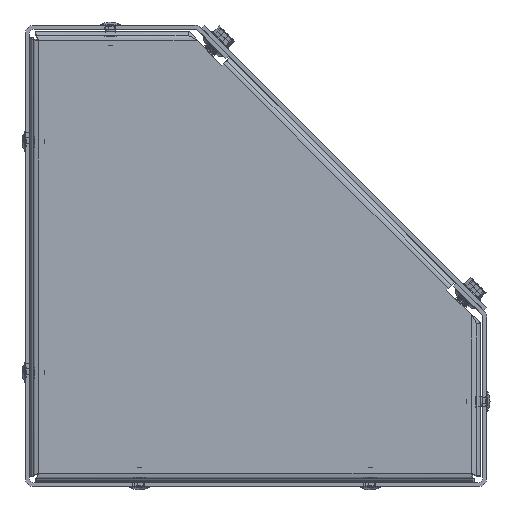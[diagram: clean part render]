
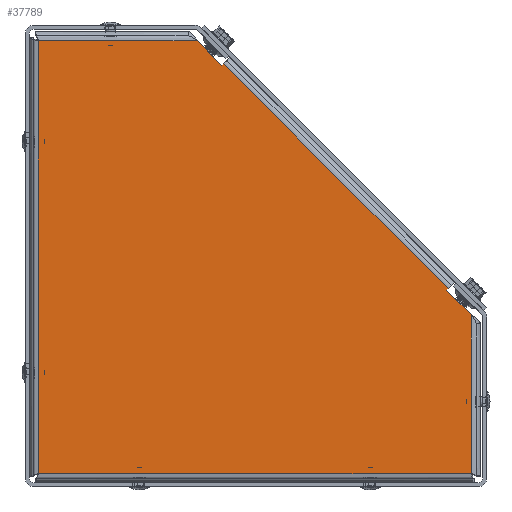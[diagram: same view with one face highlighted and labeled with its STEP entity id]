
A CAD part, left-side view. The second image highlights one B-rep face of the part: STEP entity #37789.
In plain terms, the highlighted planar face has unit normal (-1, 0, 0).
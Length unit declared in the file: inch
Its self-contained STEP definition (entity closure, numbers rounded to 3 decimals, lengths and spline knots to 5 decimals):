
#3 = VECTOR ( 'NONE', #28672, 39.37008 ) ;
#114 = VERTEX_POINT ( 'NONE', #12491 ) ;
#563 = LINE ( 'NONE', #14321, #40712 ) ;
#982 = EDGE_CURVE ( 'NONE', #31704, #32111, #15620, .T. ) ;
#1406 = ORIENTED_EDGE ( 'NONE', *, *, #28506, .T. ) ;
#2368 = VECTOR ( 'NONE', #14555, 39.37008 ) ;
#3044 = VERTEX_POINT ( 'NONE', #42032 ) ;
#3354 = AXIS2_PLACEMENT_3D ( 'NONE', #37679, #13773, #16524 ) ;
#4227 = EDGE_CURVE ( 'NONE', #114, #5700, #19126, .T. ) ;
#5700 = VERTEX_POINT ( 'NONE', #33048 ) ;
#6290 = DIRECTION ( 'NONE',  ( 0., 0., 1. ) ) ;
#8026 = VECTOR ( 'NONE', #12817, 39.37008 ) ;
#8067 = ORIENTED_EDGE ( 'NONE', *, *, #43856, .F. ) ;
#8223 = LINE ( 'NONE', #21068, #20204 ) ;
#8875 = DIRECTION ( 'NONE',  ( 0., 0., -1. ) ) ;
#9845 = VECTOR ( 'NONE', #8875, 39.37008 ) ;
#10835 = CARTESIAN_POINT ( 'NONE',  ( -36.38335, -2.53519, -2.8275 ) ) ;
#11171 = LINE ( 'NONE', #38660, #2368 ) ;
#11264 = CARTESIAN_POINT ( 'NONE',  ( -36.38335, -2.31997, -0.34018 ) ) ;
#12491 = CARTESIAN_POINT ( 'NONE',  ( -36.38335, -2.21517, -0.44498 ) ) ;
#12817 = DIRECTION ( 'NONE',  ( 0., -0.707, -0.707 ) ) ;
#13115 = EDGE_CURVE ( 'NONE', #39148, #40366, #563, .T. ) ;
#13235 = CARTESIAN_POINT ( 'NONE',  ( -36.38335, 3.08856, 2.79625 ) ) ;
#13306 = CARTESIAN_POINT ( 'NONE',  ( -36.38335, -2.23689, -0.42326 ) ) ;
#13773 = DIRECTION ( 'NONE',  ( -1., 0., 0. ) ) ;
#14321 = CARTESIAN_POINT ( 'NONE',  ( -36.38335, -2.23689, -0.42326 ) ) ;
#14454 = CARTESIAN_POINT ( 'NONE',  ( -36.38335, 3.08856, -2.8275 ) ) ;
#14555 = DIRECTION ( 'NONE',  ( 0., -0.707, 0.707 ) ) ;
#14723 = ORIENTED_EDGE ( 'NONE', *, *, #32663, .T. ) ;
#15620 = LINE ( 'NONE', #29369, #9845 ) ;
#16524 = DIRECTION ( 'NONE',  ( 0., 1., 0. ) ) ;
#17170 = PLANE ( 'NONE',  #3354 ) ;
#17641 = CARTESIAN_POINT ( 'NONE',  ( -36.38335, 0.68328, -2.8275 ) ) ;
#18198 = EDGE_CURVE ( 'NONE', #39148, #114, #24150, .T. ) ;
#18740 = CARTESIAN_POINT ( 'NONE',  ( -36.38335, 0.68328, 2.79625 ) ) ;
#19126 = LINE ( 'NONE', #33761, #8026 ) ;
#19977 = ORIENTED_EDGE ( 'NONE', *, *, #982, .T. ) ;
#20204 = VECTOR ( 'NONE', #38853, 39.37008 ) ;
#21028 = LINE ( 'NONE', #17641, #29807 ) ;
#21068 = CARTESIAN_POINT ( 'NONE',  ( -36.38335, 1.14356, 2.91375 ) ) ;
#24031 = EDGE_CURVE ( 'NONE', #44345, #31704, #39022, .T. ) ;
#24150 = LINE ( 'NONE', #11264, #33627 ) ;
#24696 = ORIENTED_EDGE ( 'NONE', *, *, #34351, .F. ) ;
#25272 = ORIENTED_EDGE ( 'NONE', *, *, #18198, .F. ) ;
#26674 = FACE_OUTER_BOUND ( 'NONE', #40672, .T. ) ;
#26760 = ORIENTED_EDGE ( 'NONE', *, *, #24031, .T. ) ;
#26880 = ORIENTED_EDGE ( 'NONE', *, *, #13115, .T. ) ;
#28506 = EDGE_CURVE ( 'NONE', #32111, #28977, #21028, .T. ) ;
#28672 = DIRECTION ( 'NONE',  ( 0., 1., 0. ) ) ;
#28977 = VERTEX_POINT ( 'NONE', #10835 ) ;
#29369 = CARTESIAN_POINT ( 'NONE',  ( -36.38335, 3.08856, -0.42222 ) ) ;
#29807 = VECTOR ( 'NONE', #34763, 39.37008 ) ;
#30166 = CARTESIAN_POINT ( 'NONE',  ( -36.38335, -2.53519, -0.42222 ) ) ;
#30599 = LINE ( 'NONE', #30166, #44625 ) ;
#31683 = CARTESIAN_POINT ( 'NONE',  ( -36.38335, 0.68432, 2.49794 ) ) ;
#31704 = VERTEX_POINT ( 'NONE', #13235 ) ;
#32111 = VERTEX_POINT ( 'NONE', #14454 ) ;
#32663 = EDGE_CURVE ( 'NONE', #28977, #5700, #30599, .T. ) ;
#33048 = CARTESIAN_POINT ( 'NONE',  ( -36.38335, -2.53519, -0.765 ) ) ;
#33627 = VECTOR ( 'NONE', #38526, 39.37008 ) ;
#33761 = CARTESIAN_POINT ( 'NONE',  ( -36.38335, -2.21517, -0.44498 ) ) ;
#34351 = EDGE_CURVE ( 'NONE', #44345, #3044, #8223, .T. ) ;
#34763 = DIRECTION ( 'NONE',  ( 0., -1., 0. ) ) ;
#36804 = CARTESIAN_POINT ( 'NONE',  ( -36.38335, 1.02606, 2.79625 ) ) ;
#37679 = CARTESIAN_POINT ( 'NONE',  ( -36.38335, 0.68328, -0.42222 ) ) ;
#37789 = ADVANCED_FACE ( 'NONE', ( #26674 ), #17170, .T. ) ;
#38526 = DIRECTION ( 'NONE',  ( 0., 0.707, -0.707 ) ) ;
#38648 = DIRECTION ( 'NONE',  ( 0., 0.707, 0.707 ) ) ;
#38660 = CARTESIAN_POINT ( 'NONE',  ( -36.38335, 0.70603, 2.47623 ) ) ;
#38853 = DIRECTION ( 'NONE',  ( 0., -0.707, -0.707 ) ) ;
#39022 = LINE ( 'NONE', #18740, #3 ) ;
#39148 = VERTEX_POINT ( 'NONE', #13306 ) ;
#40366 = VERTEX_POINT ( 'NONE', #31683 ) ;
#40672 = EDGE_LOOP ( 'NONE', ( #8067, #24696, #26760, #19977, #1406, #14723, #41017, #25272, #26880 ) ) ;
#40712 = VECTOR ( 'NONE', #38648, 39.37008 ) ;
#41017 = ORIENTED_EDGE ( 'NONE', *, *, #4227, .F. ) ;
#42032 = CARTESIAN_POINT ( 'NONE',  ( -36.38335, 0.70603, 2.47623 ) ) ;
#43856 = EDGE_CURVE ( 'NONE', #3044, #40366, #11171, .T. ) ;
#44345 = VERTEX_POINT ( 'NONE', #36804 ) ;
#44625 = VECTOR ( 'NONE', #6290, 39.37008 ) ;
